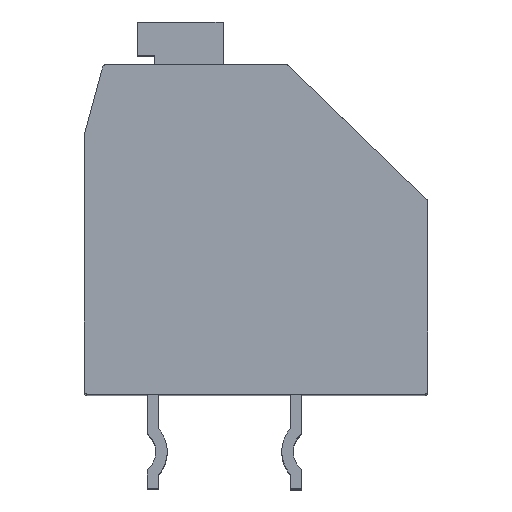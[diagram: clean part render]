
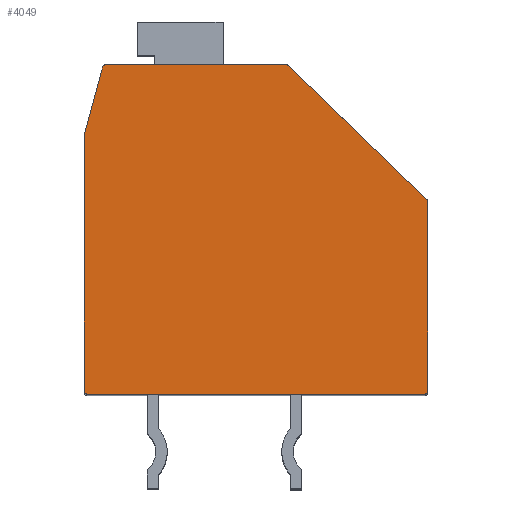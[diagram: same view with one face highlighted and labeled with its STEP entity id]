
A CAD part, top view. The second image highlights one B-rep face of the part: STEP entity #4049.
In plain terms, the highlighted planar face has unit normal (0, 0, 1).
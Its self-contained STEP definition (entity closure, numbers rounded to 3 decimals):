
#263=CARTESIAN_POINT('',(5.9,0.978,2.75));
#264=DIRECTION('',(0.,0.,1.));
#265=DIRECTION('',(1.,0.,0.));
#266=AXIS2_PLACEMENT_3D('',#263,#264,#265);
#268=DIRECTION('',(0.,1.,0.));
#269=VECTOR('',#268,6.628);
#270=CARTESIAN_POINT('',(6.,-5.65,2.75));
#271=LINE('',#270,#269);
#272=CARTESIAN_POINT('',(5.9,-5.65,2.75));
#273=DIRECTION('',(0.,0.,1.));
#274=DIRECTION('',(0.,-1.,0.));
#275=AXIS2_PLACEMENT_3D('',#272,#273,#274);
#277=DIRECTION('',(1.,0.,0.));
#278=VECTOR('',#277,11.8);
#279=CARTESIAN_POINT('',(-5.9,-5.75,2.75));
#280=LINE('',#279,#278);
#281=CARTESIAN_POINT('',(-5.9,-5.65,2.75));
#282=DIRECTION('',(0.,0.,1.));
#283=DIRECTION('',(-1.,0.,0.));
#284=AXIS2_PLACEMENT_3D('',#281,#282,#283);
#286=DIRECTION('',(0.,-1.,0.));
#287=VECTOR('',#286,8.937);
#288=CARTESIAN_POINT('',(-6.,3.287,2.75));
#289=LINE('',#288,#287);
#290=CARTESIAN_POINT('',(-5.9,3.287,2.75));
#291=DIRECTION('',(0.,0.,-1.));
#292=DIRECTION('',(-1.,0.,0.));
#293=AXIS2_PLACEMENT_3D('',#290,#291,#292);
#295=DIRECTION('',(-0.26,-0.966,0.));
#296=VECTOR('',#295,2.447);
#297=CARTESIAN_POINT('',(-5.36,5.676,2.75));
#298=LINE('',#297,#296);
#299=CARTESIAN_POINT('',(-5.263,5.65,2.75));
#300=DIRECTION('',(0.,0.,1.));
#301=DIRECTION('',(0.,1.,0.));
#302=AXIS2_PLACEMENT_3D('',#299,#300,#301);
#304=DIRECTION('',(-1.,0.,0.));
#305=VECTOR('',#304,6.323);
#306=CARTESIAN_POINT('',(1.06,5.75,2.75));
#307=LINE('',#306,#305);
#308=CARTESIAN_POINT('',(1.06,5.65,2.75));
#309=DIRECTION('',(0.,0.,1.));
#310=DIRECTION('',(0.695,0.719,0.));
#311=AXIS2_PLACEMENT_3D('',#308,#309,#310);
#313=DIRECTION('',(-0.719,0.695,0.));
#314=VECTOR('',#313,6.728);
#315=CARTESIAN_POINT('',(5.969,1.049,2.75));
#316=LINE('',#315,#314);
#2942=CARTESIAN_POINT('',(6.,0.978,2.75));
#2943=VERTEX_POINT('',#2942);
#2944=CARTESIAN_POINT('',(5.969,1.049,2.75));
#2945=VERTEX_POINT('',#2944);
#2950=CARTESIAN_POINT('',(5.9,-5.75,2.75));
#2951=VERTEX_POINT('',#2950);
#2952=CARTESIAN_POINT('',(6.,-5.65,2.75));
#2953=VERTEX_POINT('',#2952);
#2958=CARTESIAN_POINT('',(1.129,5.722,2.75));
#2959=CARTESIAN_POINT('',(1.06,5.75,2.75));
#2960=VERTEX_POINT('',#2958);
#2961=VERTEX_POINT('',#2959);
#2962=CARTESIAN_POINT('',(-5.263,5.75,2.75));
#2963=CARTESIAN_POINT('',(-5.36,5.676,2.75));
#2964=VERTEX_POINT('',#2962);
#2965=VERTEX_POINT('',#2963);
#2970=CARTESIAN_POINT('',(-6.,3.287,2.75));
#2972=VERTEX_POINT('',#2970);
#2976=CARTESIAN_POINT('',(-5.997,3.313,2.75));
#2977=VERTEX_POINT('',#2976);
#2982=CARTESIAN_POINT('',(-6.,-5.65,2.75));
#2983=VERTEX_POINT('',#2982);
#2984=CARTESIAN_POINT('',(-5.9,-5.75,2.75));
#2985=VERTEX_POINT('',#2984);
#4027=CARTESIAN_POINT('',(0.,0.,2.75));
#4028=DIRECTION('',(0.,0.,1.));
#4029=DIRECTION('',(1.,0.,0.));
#4030=AXIS2_PLACEMENT_3D('',#4027,#4028,#4029);
#4031=PLANE('',#4030);
#4032=ORIENTED_EDGE('',*,*,#3798,.F.);
#4033=ORIENTED_EDGE('',*,*,#3814,.F.);
#4034=ORIENTED_EDGE('',*,*,#3827,.F.);
#4035=ORIENTED_EDGE('',*,*,#3842,.F.);
#4036=ORIENTED_EDGE('',*,*,#3965,.F.);
#4037=ORIENTED_EDGE('',*,*,#3978,.F.);
#4038=ORIENTED_EDGE('',*,*,#3994,.T.);
#4039=ORIENTED_EDGE('',*,*,#4006,.F.);
#4040=ORIENTED_EDGE('',*,*,#4018,.F.);
#4042=ORIENTED_EDGE('',*,*,#4041,.F.);
#4044=ORIENTED_EDGE('',*,*,#4043,.F.);
#4046=ORIENTED_EDGE('',*,*,#4045,.F.);
#4047=EDGE_LOOP('',(#4032,#4033,#4034,#4035,#4036,#4037,#4038,#4039,#4040,#4042,
#4044,#4046));
#4048=FACE_OUTER_BOUND('',#4047,.F.);
#4049=ADVANCED_FACE('',(#4048),#4031,.T.);
#267=CIRCLE('',#266,0.1);
#276=CIRCLE('',#275,0.1);
#285=CIRCLE('',#284,0.1);
#294=CIRCLE('',#293,0.1);
#303=CIRCLE('',#302,0.1);
#312=CIRCLE('',#311,0.1);
#3798=EDGE_CURVE('',#2943,#2945,#267,.T.);
#3814=EDGE_CURVE('',#2953,#2943,#271,.T.);
#3827=EDGE_CURVE('',#2951,#2953,#276,.T.);
#3842=EDGE_CURVE('',#2985,#2951,#280,.T.);
#3965=EDGE_CURVE('',#2983,#2985,#285,.T.);
#3978=EDGE_CURVE('',#2972,#2983,#289,.T.);
#3994=EDGE_CURVE('',#2972,#2977,#294,.T.);
#4006=EDGE_CURVE('',#2965,#2977,#298,.T.);
#4018=EDGE_CURVE('',#2964,#2965,#303,.T.);
#4041=EDGE_CURVE('',#2961,#2964,#307,.T.);
#4043=EDGE_CURVE('',#2960,#2961,#312,.T.);
#4045=EDGE_CURVE('',#2945,#2960,#316,.T.);
